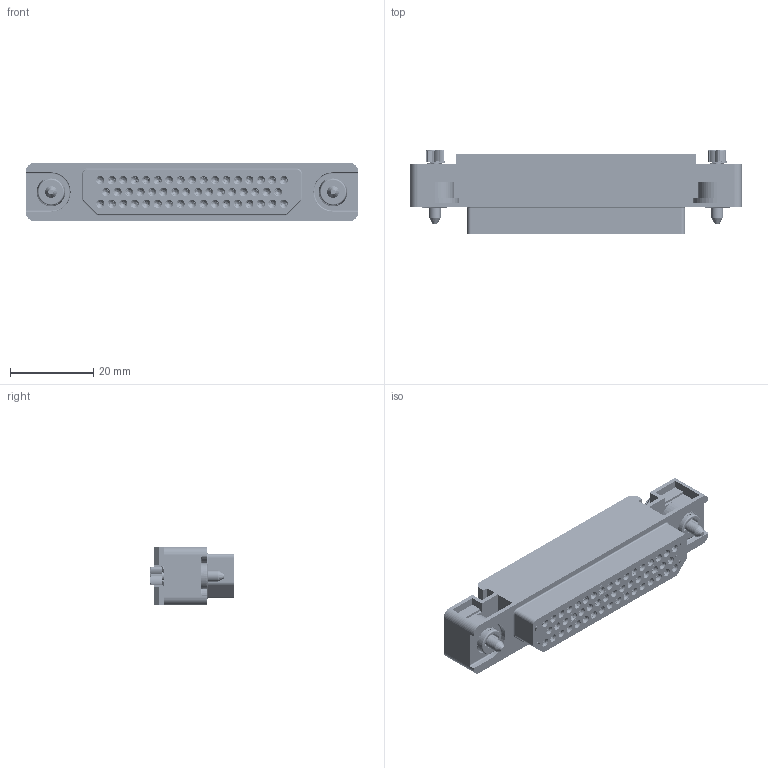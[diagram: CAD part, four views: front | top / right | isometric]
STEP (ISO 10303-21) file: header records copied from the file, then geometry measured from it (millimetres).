
FILE_DESCRIPTION((''),'2;1');
FILE_NAME('1900ND01S2A00B','2020-08-05T',('presta_be4'),(''),'CREO PARAMETRIC BY PTC INC, 2018360','CREO PARAMETRIC BY PTC INC, 2018360','');
FILE_SCHEMA(('CONFIG_CONTROL_DESIGN'));
Products named in the file (1): 1900ND01S2A00B
Bounding box: 80 x 20.21 x 14 mm (x, y, z)
Volume: 13029.6 mm3; surface area: 27293.9 mm2
Topology: 13 solids, 13 shells, 7909 faces, 20686 edges, 13062 vertices
Faces by surface type: plane 3373, cylinder 2132, cone 1238, torus 938, bspline 200, extrusion 28
Entity records: 305034 total; most frequent: CARTESIAN_POINT 109593, DIRECTION 41070, ORIENTED_EDGE 40964, EDGE_CURVE 20482, AXIS2_PLACEMENT_3D 15377, VERTEX_POINT 13062, VECTOR 10316, LINE 10288
